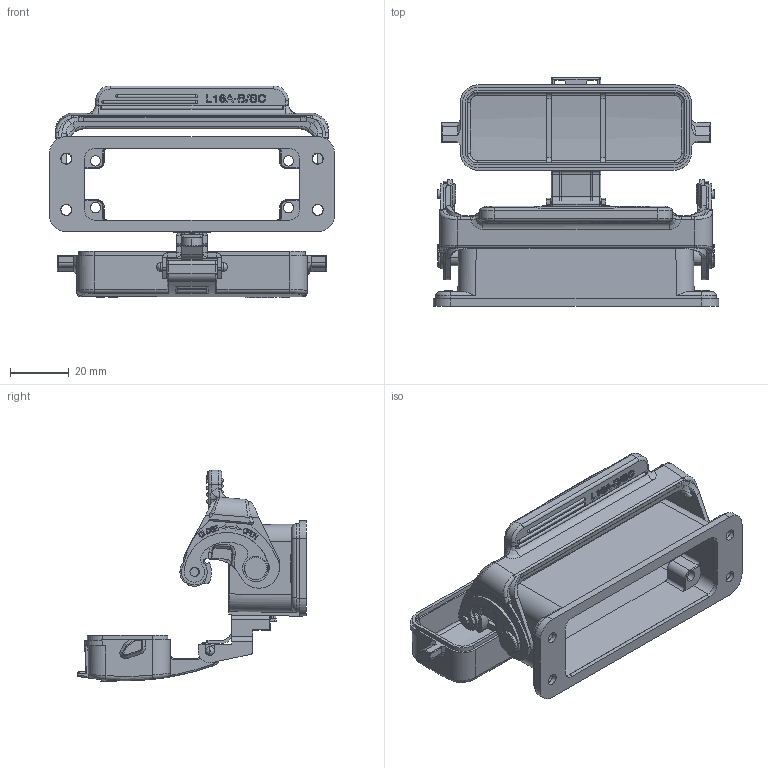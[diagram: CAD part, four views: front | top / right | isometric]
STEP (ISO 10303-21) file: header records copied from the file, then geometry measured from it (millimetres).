
FILE_DESCRIPTION((''),'2;1');
FILE_NAME('PRT0077','2024-01-30T',('11539'),(''),'PRO/ENGINEER BY PARAMETRIC TECHNOLOGY CORPORATION, 2012480','PRO/ENGINEER BY PARAMETRIC TECHNOLOGY CORPORATION, 2012480','');
FILE_SCHEMA(('CONFIG_CONTROL_DESIGN'));
Products named in the file (1): PRT0077
Bounding box: 97.6 x 78.24 x 72.47 mm (x, y, z)
Volume: 44223.9 mm3; surface area: 35924.3 mm2
Topology: 1 solids, 6 shells, 1523 faces, 4292 edges, 2821 vertices
Faces by surface type: plane 688, cylinder 449, extrusion 159, bspline 91, torus 71, cone 35, sphere 27, revolution 3
Entity records: 57860 total; most frequent: CARTESIAN_POINT 19851, ORIENTED_EDGE 8528, DIRECTION 6989, EDGE_CURVE 4264, VERTEX_POINT 2821, AXIS2_PLACEMENT_3D 2335, VECTOR 2316, LINE 2157
